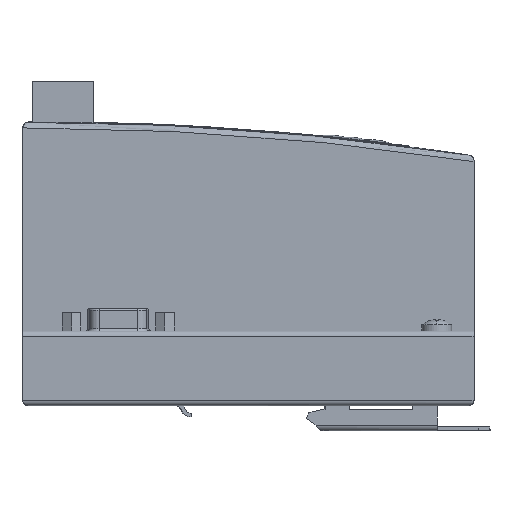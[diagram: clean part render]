
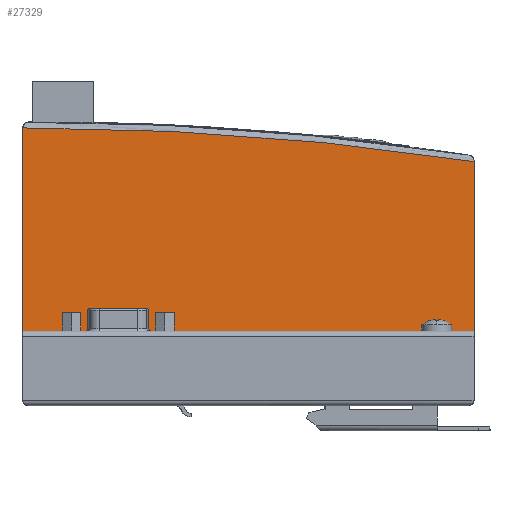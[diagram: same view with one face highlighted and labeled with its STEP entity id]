
A CAD part, left-side view. The second image highlights one B-rep face of the part: STEP entity #27329.
In plain terms, the highlighted planar face has unit normal (-1, 0, 0).
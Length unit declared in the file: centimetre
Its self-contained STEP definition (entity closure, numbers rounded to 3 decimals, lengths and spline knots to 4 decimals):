
#1290=PLANE('',#34880);
#2611=VECTOR('',#28867,1.);
#2627=VECTOR('',#28915,1.);
#2628=VECTOR('',#28917,1.);
#5431=LINE('',#36953,#2611);
#5447=LINE('',#37096,#2627);
#5448=LINE('',#37098,#2628);
#8555=VERTEX_POINT('',#36923);
#8556=VERTEX_POINT('',#36924);
#8563=VERTEX_POINT('',#36954);
#8564=VERTEX_POINT('',#36956);
#8573=VERTEX_POINT('',#37076);
#8574=VERTEX_POINT('',#37077);
#11197=CIRCLE('',#34854,0.15);
#11202=CIRCLE('',#34861,79.85);
#11207=CIRCLE('',#34872,0.15);
#11877=EDGE_CURVE('',#8555,#8556,#11197,.T.);
#11886=EDGE_CURVE('',#8563,#8564,#11202,.T.);
#11903=EDGE_CURVE('',#8573,#8574,#11207,.T.);
#11913=EDGE_CURVE('',#8556,#8563,#5431,.T.);
#11914=EDGE_CURVE('',#8574,#8555,#5447,.T.);
#11915=EDGE_CURVE('',#8564,#8573,#5448,.T.);
#15979=ORIENTED_EDGE('',*,*,#11886,.F.);
#15980=ORIENTED_EDGE('',*,*,#11913,.F.);
#15981=ORIENTED_EDGE('',*,*,#11877,.F.);
#15982=ORIENTED_EDGE('',*,*,#11914,.F.);
#15983=ORIENTED_EDGE('',*,*,#11903,.F.);
#15984=ORIENTED_EDGE('',*,*,#11915,.F.);
#23997=EDGE_LOOP('',(#15979,#15980,#15981,#15982,#15983,#15984));
#25663=FACE_BOUND('',#23997,.T.);
#27329=ADVANCED_FACE('',(#25663),#1290,.F.);
#28852=DIRECTION('',(1.,0.,0.));
#28853=DIRECTION('',(0.,0.106,-0.106));
#28867=DIRECTION('',(0.,0.,1.));
#28868=DIRECTION('',(1.,0.,0.));
#28869=DIRECTION('',(0.,-5.923,79.63));
#28897=DIRECTION('',(1.,0.,0.));
#28898=DIRECTION('',(0.,-0.106,-0.106));
#28915=DIRECTION('',(0.,1.,0.));
#28917=DIRECTION('',(0.,0.,-1.));
#28921=DIRECTION('',(1.,0.,0.));
#34854=AXIS2_PLACEMENT_3D('',#36922,#28852,#28853);
#34861=AXIS2_PLACEMENT_3D('',#36955,#28868,#28869);
#34872=AXIS2_PLACEMENT_3D('',#37075,#28897,#28898);
#34880=AXIS2_PLACEMENT_3D('',#37103,#28921,$);
#36922=CARTESIAN_POINT('',(-2.8,5.9,0.15));
#36923=CARTESIAN_POINT('',(-2.8,5.9,0.));
#36924=CARTESIAN_POINT('',(-2.8,6.05,0.15));
#36953=CARTESIAN_POINT('',(-2.8,6.05,0.));
#36954=CARTESIAN_POINT('',(-2.8,6.05,7.45));
#36955=CARTESIAN_POINT('',(-2.8,5.9169,-72.3999));
#36956=CARTESIAN_POINT('',(-2.8,-6.05,6.5483));
#37075=CARTESIAN_POINT('',(-2.8,-5.9,0.15));
#37076=CARTESIAN_POINT('',(-2.8,-6.05,0.15));
#37077=CARTESIAN_POINT('',(-2.8,-5.9,0.));
#37096=CARTESIAN_POINT('',(-2.8,-6.05,0.));
#37098=CARTESIAN_POINT('',(-2.8,-6.05,6.7));
#37103=CARTESIAN_POINT('',(-2.8,0.138,3.6279));
